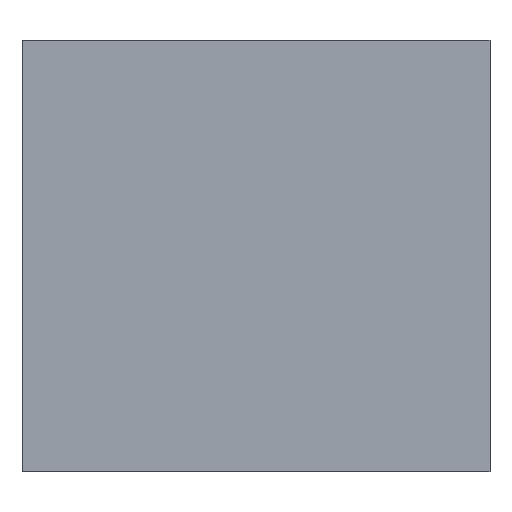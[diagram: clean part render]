
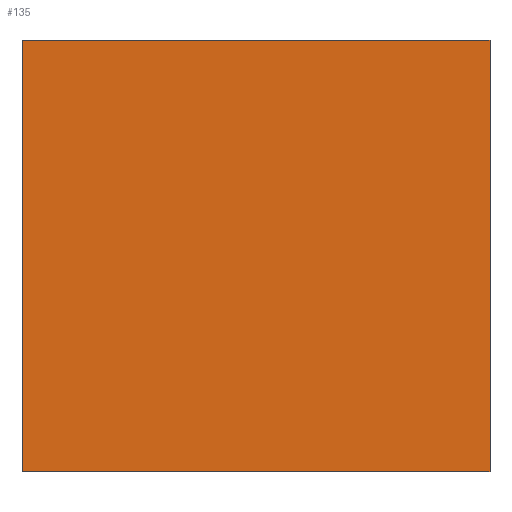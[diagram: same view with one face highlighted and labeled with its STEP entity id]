
A CAD part, left-side view. The second image highlights one B-rep face of the part: STEP entity #135.
In plain terms, the highlighted planar face has unit normal (-1, 0, 0).
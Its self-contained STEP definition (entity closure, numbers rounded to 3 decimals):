
#15 = CARTESIAN_POINT ( 'NONE',  ( -50., -75., 0. ) ) ;
#19 = EDGE_CURVE ( 'NONE', #129, #230, #108, .T. ) ;
#30 = EDGE_LOOP ( 'NONE', ( #334, #210, #109, #263 ) ) ;
#34 = VECTOR ( 'NONE', #170, 1000. ) ;
#51 = EDGE_CURVE ( 'NONE', #129, #189, #233, .T. ) ;
#88 = CARTESIAN_POINT ( 'NONE',  ( -50., -75., 138.202 ) ) ;
#98 = CARTESIAN_POINT ( 'NONE',  ( -50., -75., 0. ) ) ;
#108 = LINE ( 'NONE', #200, #304 ) ;
#109 = ORIENTED_EDGE ( 'NONE', *, *, #51, .F. ) ;
#115 = DIRECTION ( 'NONE',  ( 0., 0., -1. ) ) ;
#120 = CARTESIAN_POINT ( 'NONE',  ( -50., -75., 138.202 ) ) ;
#127 = VECTOR ( 'NONE', #214, 1000. ) ;
#129 = VERTEX_POINT ( 'NONE', #204 ) ;
#135 = ADVANCED_FACE ( 'NONE', ( #315 ), #288, .F. ) ;
#153 = EDGE_CURVE ( 'NONE', #189, #296, #282, .T. ) ;
#163 = AXIS2_PLACEMENT_3D ( 'NONE', #88, #286, #354 ) ;
#170 = DIRECTION ( 'NONE',  ( 0., -1., 0. ) ) ;
#180 = CARTESIAN_POINT ( 'NONE',  ( -50., -75., 138.202 ) ) ;
#189 = VERTEX_POINT ( 'NONE', #180 ) ;
#200 = CARTESIAN_POINT ( 'NONE',  ( -50., 75., 138.202 ) ) ;
#204 = CARTESIAN_POINT ( 'NONE',  ( -50., 75., 138.202 ) ) ;
#210 = ORIENTED_EDGE ( 'NONE', *, *, #153, .F. ) ;
#214 = DIRECTION ( 'NONE',  ( 0., -1., 0. ) ) ;
#230 = VERTEX_POINT ( 'NONE', #364 ) ;
#233 = LINE ( 'NONE', #355, #34 ) ;
#251 = EDGE_CURVE ( 'NONE', #230, #296, #310, .T. ) ;
#263 = ORIENTED_EDGE ( 'NONE', *, *, #19, .T. ) ;
#282 = LINE ( 'NONE', #120, #330 ) ;
#286 = DIRECTION ( 'NONE',  ( 1., 0., 0. ) ) ;
#288 = PLANE ( 'NONE',  #163 ) ;
#296 = VERTEX_POINT ( 'NONE', #15 ) ;
#304 = VECTOR ( 'NONE', #322, 1000. ) ;
#310 = LINE ( 'NONE', #98, #127 ) ;
#315 = FACE_OUTER_BOUND ( 'NONE', #30, .T. ) ;
#322 = DIRECTION ( 'NONE',  ( 0., 0., -1. ) ) ;
#330 = VECTOR ( 'NONE', #115, 1000. ) ;
#334 = ORIENTED_EDGE ( 'NONE', *, *, #251, .T. ) ;
#354 = DIRECTION ( 'NONE',  ( 0., 1., 0. ) ) ;
#355 = CARTESIAN_POINT ( 'NONE',  ( -50., -75., 138.202 ) ) ;
#364 = CARTESIAN_POINT ( 'NONE',  ( -50., 75., 0. ) ) ;
